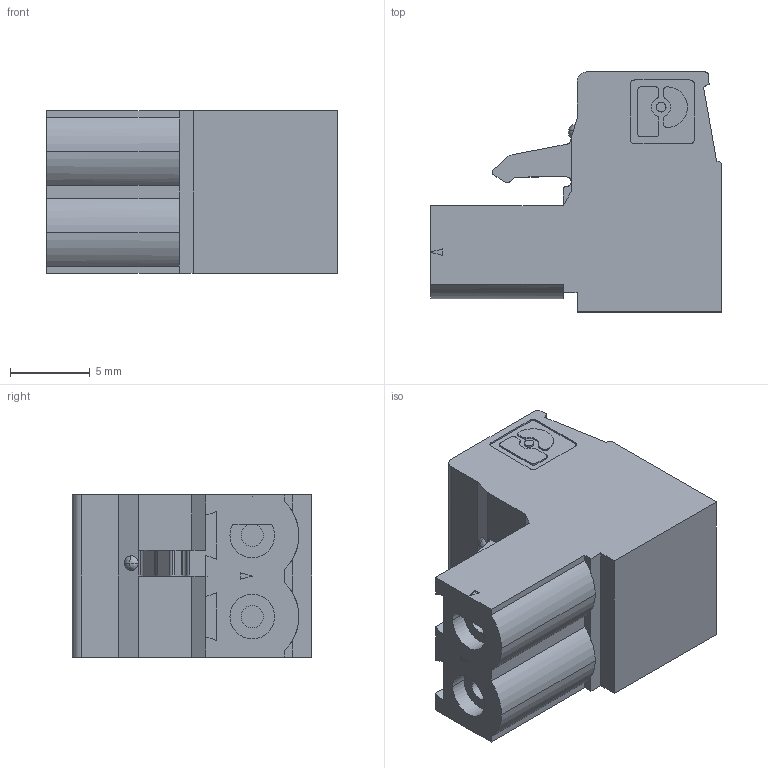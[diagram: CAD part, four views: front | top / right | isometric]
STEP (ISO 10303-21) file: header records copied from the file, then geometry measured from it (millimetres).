
FILE_DESCRIPTION(('STEP AP214'),'1');
FILE_NAME('1911965.stp','2017-06-26T10:40:10',('TraceParts'),('TraceParts S.A.'),'Spatial InterOp 3D',' ',' ');
FILE_SCHEMA(('automotive_design'));
Length unit declared in the file: millimetre
Products named in the file (1): 1911965
Bounding box: 18.2 x 15 x 10.16 mm (x, y, z)
Volume: 1714.2 mm3; surface area: 1291.3 mm2
Topology: 1 solids, 1 shells, 208 faces, 538 edges, 351 vertices
Faces by surface type: plane 142, cylinder 62, torus 4
Entity records: 8183 total; most frequent: CARTESIAN_POINT 1296, DIRECTION 1089, ORIENTED_EDGE 1072, EDGE_CURVE 536, LINE 391, VECTOR 391, VERTEX_POINT 350, AXIS2_PLACEMENT_3D 349
